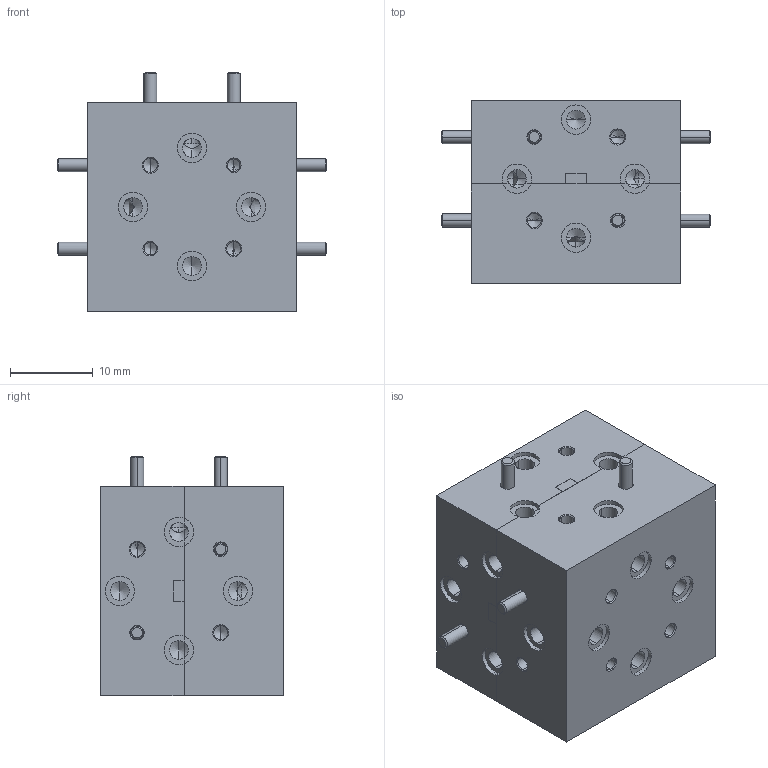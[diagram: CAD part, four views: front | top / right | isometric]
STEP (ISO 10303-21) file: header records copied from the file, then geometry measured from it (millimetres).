
FILE_DESCRIPTION (( 'STEP AP203' ), '1' );
FILE_NAME ('DMWP-10-121-1, df.STEP', '2017-12-19T16:43:32', ( '' ), ( '' ), 'SwSTEP 2.0', 'SolidWorks 2016', '' );
FILE_SCHEMA (( 'CONFIG_CONTROL_DESIGN' ));
Length unit declared in the file: inch
Products named in the file (1): DMWP-10-121-1, df
Bounding box: 32.64 x 22.23 x 29.02 mm (x, y, z)
Volume: 13484.5 mm3; surface area: 6247.1 mm2
Topology: 8 solids, 8 shells, 344 faces, 854 edges, 509 vertices
Faces by surface type: cone 141, cylinder 140, plane 63
Entity records: 10066 total; most frequent: CARTESIAN_POINT 1880, DIRECTION 1821, ORIENTED_EDGE 1604, EDGE_CURVE 802, AXIS2_PLACEMENT_3D 718, VERTEX_POINT 509, VECTOR 385, EDGE_LOOP 385
